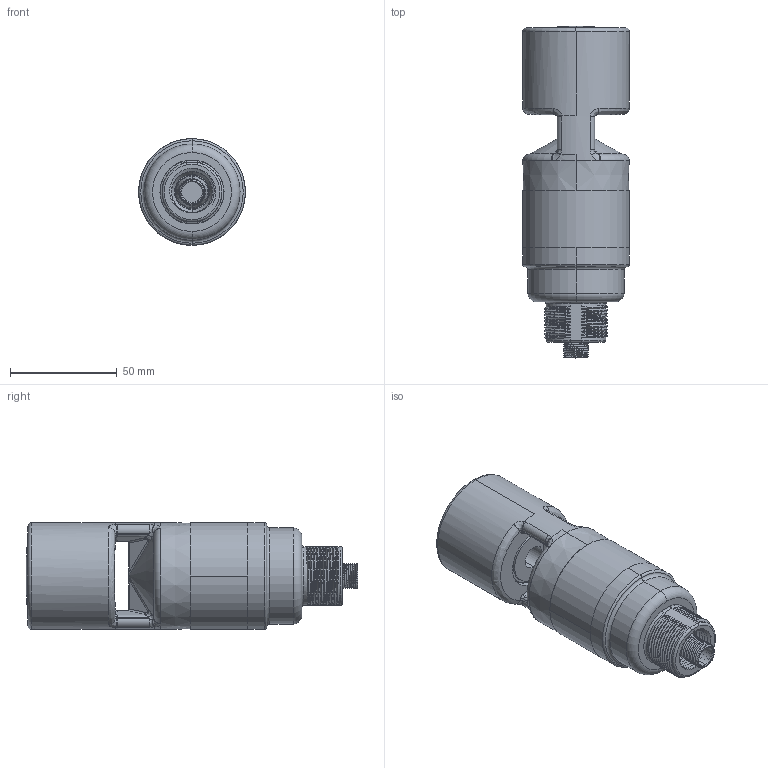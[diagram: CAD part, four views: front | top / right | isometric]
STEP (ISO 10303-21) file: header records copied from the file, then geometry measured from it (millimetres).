
FILE_DESCRIPTION((''),'2;1');
FILE_NAME('169555_SM01_ASM','2025-06-09T14:09:18',('banengservice'),('BANNER ENGINEERING'),'CREO PARAMETRIC BY PTC INC, 2022414','CREO PARAMETRIC BY PTC INC, 2022414','');
FILE_SCHEMA(('CONFIG_CONTROL_DESIGN'));
Length unit declared in the file: millimetre
Products named in the file (2): 169555_EP01; 169555_SM01_ASM
Assembly tree (1 placements, depth 2):
  169555_SM01_ASM
    169555_EP01
Bounding box: 50 x 155.52 x 50 mm (x, y, z)
Volume: 227157.5 mm3; surface area: 33411.9 mm2
Topology: 1 solids, 1 shells, 357 faces, 921 edges, 572 vertices
Faces by surface type: bspline 165, cylinder 117, plane 40, torus 20, cone 13, sphere 2
Entity records: 22479 total; most frequent: CARTESIAN_POINT 15091, ORIENTED_EDGE 1838, DIRECTION 1051, EDGE_CURVE 919, VERTEX_POINT 572, B_SPLINE_CURVE_WITH_KNOTS 456, AXIS2_PLACEMENT_3D 393, EDGE_LOOP 367
